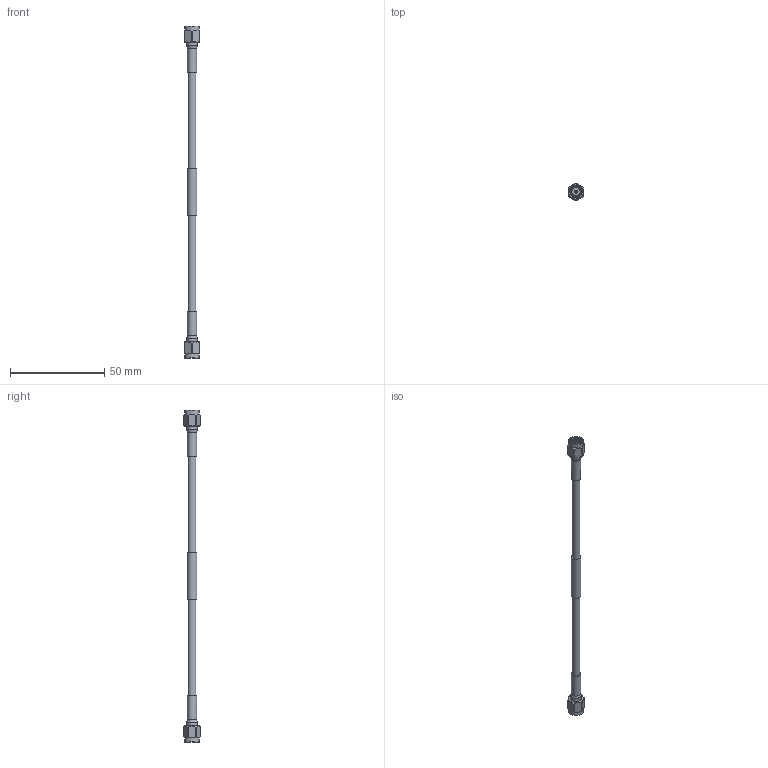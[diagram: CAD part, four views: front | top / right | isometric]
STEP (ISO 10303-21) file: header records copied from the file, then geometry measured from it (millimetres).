
FILE_DESCRIPTION (( 'STEP AP203' ), '1' );
FILE_NAME ('FMC0202141_3D.step', '2022-08-02T21:29:52', ( '' ), ( '' ), 'SwSTEP 2.0', 'SolidWorks 2021', '' );
FILE_SCHEMA (( 'CONFIG_CONTROL_DESIGN' ));
Length unit declared in the file: inch
Products named in the file (4): F-F141^FMC0202141_PE-P141; Center Heat Shrink boot^FMC0202141; FMCN1587^FMC0202141_Heat Shrink; FMC0202141_3D
Assembly tree (4 placements, depth 2):
  FMC0202141_3D
    F-F141^FMC0202141_PE-P141
    FMCN1587^FMC0202141_Heat Shrink  x2
    Center Heat Shrink boot^FMC0202141
Bounding box: 8 x 9.02 x 175.97 mm (x, y, z)
Volume: 3563.4 mm3; surface area: 3727.7 mm2
Topology: 6 solids, 6 shells, 114 faces, 244 edges, 152 vertices
Faces by surface type: cylinder 38, plane 34, cone 30, bspline 8, torus 4
Full cylindrical faces by diameter (mm): 0.762 x2, 0.914 x2, 1 x2, 1.508 x4, 4.14 x1, 4.572 x2, 4.902 x2, 5.156 x1, 5.588 x2, 6.35 x2, 6.623 x2, 7.812 x2
Entity records: 3089 total; most frequent: CARTESIAN_POINT 1559, DIRECTION 236, ORIENTED_EDGE 184, AXIS2_PLACEMENT_3D 112, EDGE_CURVE 92, EDGE_LOOP 89, FACE_OUTER_BOUND 75, VERTEX_POINT 69
